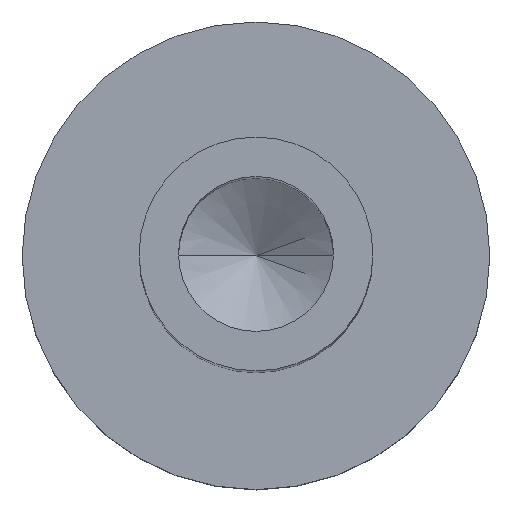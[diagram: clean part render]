
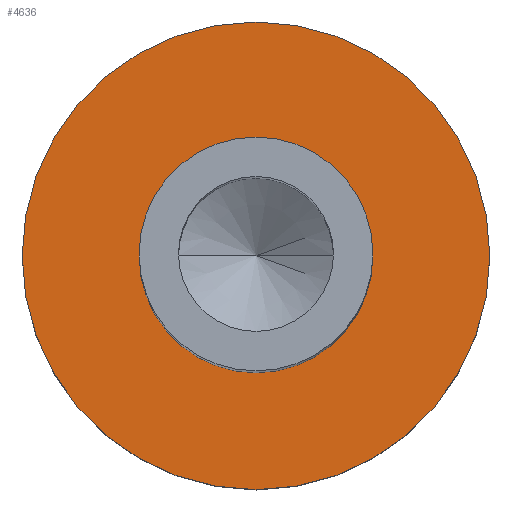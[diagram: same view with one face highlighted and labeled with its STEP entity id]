
A CAD part, top view. The second image highlights one B-rep face of the part: STEP entity #4636.
In plain terms, the highlighted planar face has unit normal (0, 0, 1).
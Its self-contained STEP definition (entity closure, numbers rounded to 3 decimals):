
#370 = DIRECTION ( 'NONE',  ( 0., 1., 0. ) ) ;
#998 = AXIS2_PLACEMENT_3D ( 'NONE', #3656, #4415, #7299 ) ;
#1172 = PLANE ( 'NONE',  #4711 ) ;
#1307 = FACE_BOUND ( 'NONE', #8593, .T. ) ;
#1354 = DIRECTION ( 'NONE',  ( 0., 1., 0. ) ) ;
#1379 = DIRECTION ( 'NONE',  ( 0., -1., 0. ) ) ;
#1643 = VERTEX_POINT ( 'NONE', #1810 ) ;
#1810 = CARTESIAN_POINT ( 'NONE',  ( 0., 8., 6. ) ) ;
#2087 = ORIENTED_EDGE ( 'NONE', *, *, #11521, .T. ) ;
#2299 = CIRCLE ( 'NONE', #998, 8. ) ;
#2508 = ORIENTED_EDGE ( 'NONE', *, *, #6417, .F. ) ;
#3401 = CARTESIAN_POINT ( 'NONE',  ( 0., -8., 6. ) ) ;
#3465 = VERTEX_POINT ( 'NONE', #10611 ) ;
#3576 = ORIENTED_EDGE ( 'NONE', *, *, #4857, .T. ) ;
#3656 = CARTESIAN_POINT ( 'NONE',  ( 0., 0., 6. ) ) ;
#4072 = AXIS2_PLACEMENT_3D ( 'NONE', #6945, #5910, #10499 ) ;
#4415 = DIRECTION ( 'NONE',  ( 0., 0., -1. ) ) ;
#4499 = AXIS2_PLACEMENT_3D ( 'NONE', #10379, #11292, #1354 ) ;
#4636 = ADVANCED_FACE ( 'NONE', ( #1307, #10217 ), #1172, .T. ) ;
#4711 = AXIS2_PLACEMENT_3D ( 'NONE', #6801, #8686, #1379 ) ;
#4857 = EDGE_CURVE ( 'NONE', #6685, #3465, #9067, .T. ) ;
#4908 = CARTESIAN_POINT ( 'NONE',  ( 0., -4., 6. ) ) ;
#5078 = VERTEX_POINT ( 'NONE', #3401 ) ;
#5910 = DIRECTION ( 'NONE',  ( 0., 0., -1. ) ) ;
#6417 = EDGE_CURVE ( 'NONE', #5078, #1643, #2299, .T. ) ;
#6628 = ORIENTED_EDGE ( 'NONE', *, *, #8700, .F. ) ;
#6685 = VERTEX_POINT ( 'NONE', #4908 ) ;
#6801 = CARTESIAN_POINT ( 'NONE',  ( 0., 8., 6. ) ) ;
#6945 = CARTESIAN_POINT ( 'NONE',  ( 0., 0., 6. ) ) ;
#7299 = DIRECTION ( 'NONE',  ( 0., 1., 0. ) ) ;
#7987 = AXIS2_PLACEMENT_3D ( 'NONE', #10168, #11180, #370 ) ;
#8593 = EDGE_LOOP ( 'NONE', ( #2087, #3576 ) ) ;
#8686 = DIRECTION ( 'NONE',  ( 0., 0., 1. ) ) ;
#8700 = EDGE_CURVE ( 'NONE', #1643, #5078, #11207, .T. ) ;
#9067 = CIRCLE ( 'NONE', #4499, 4. ) ;
#9932 = CIRCLE ( 'NONE', #4072, 4. ) ;
#10168 = CARTESIAN_POINT ( 'NONE',  ( 0., 0., 6. ) ) ;
#10217 = FACE_OUTER_BOUND ( 'NONE', #11341, .T. ) ;
#10379 = CARTESIAN_POINT ( 'NONE',  ( 0., 0., 6. ) ) ;
#10499 = DIRECTION ( 'NONE',  ( 0., 1., 0. ) ) ;
#10611 = CARTESIAN_POINT ( 'NONE',  ( 0., 4., 6. ) ) ;
#11180 = DIRECTION ( 'NONE',  ( 0., 0., -1. ) ) ;
#11207 = CIRCLE ( 'NONE', #7987, 8. ) ;
#11292 = DIRECTION ( 'NONE',  ( 0., 0., -1. ) ) ;
#11341 = EDGE_LOOP ( 'NONE', ( #6628, #2508 ) ) ;
#11521 = EDGE_CURVE ( 'NONE', #3465, #6685, #9932, .T. ) ;
